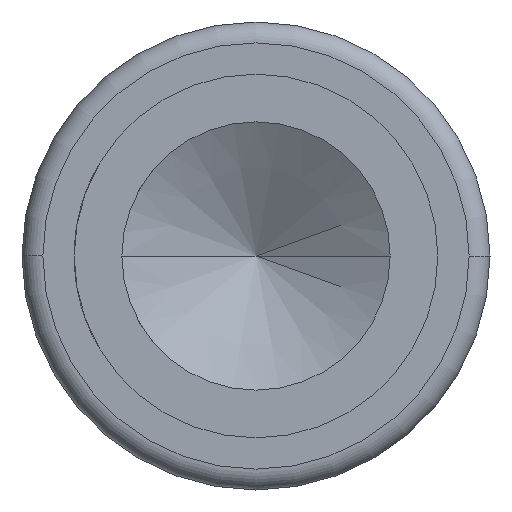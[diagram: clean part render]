
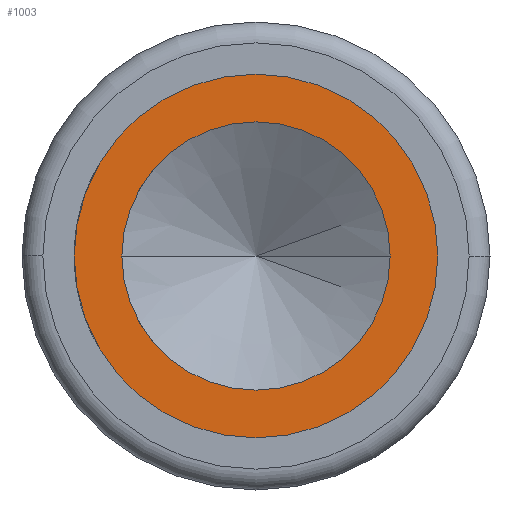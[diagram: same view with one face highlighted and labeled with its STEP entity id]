
A CAD part, front view. The second image highlights one B-rep face of the part: STEP entity #1003.
In plain terms, the highlighted planar face has unit normal (0, -1, 0).
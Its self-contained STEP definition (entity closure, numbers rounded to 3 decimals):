
#321=CARTESIAN_POINT('',(0.,-6.02,0.));
#322=DIRECTION('',(0.,-1.,0.));
#323=DIRECTION('',(-1.,0.,0.));
#324=AXIS2_PLACEMENT_3D('',#321,#322,#323);
#326=CARTESIAN_POINT('',(0.,-6.02,0.));
#327=DIRECTION('',(0.,1.,0.));
#328=DIRECTION('',(-1.,0.,0.));
#329=AXIS2_PLACEMENT_3D('',#326,#327,#328);
#347=CARTESIAN_POINT('',(0.,-6.02,0.));
#348=DIRECTION('',(0.,1.,0.));
#349=DIRECTION('',(-1.,0.,0.));
#350=AXIS2_PLACEMENT_3D('',#347,#348,#349);
#384=CARTESIAN_POINT('',(0.,-6.02,0.));
#385=DIRECTION('',(0.,-1.,0.));
#386=DIRECTION('',(-1.,0.,0.));
#387=AXIS2_PLACEMENT_3D('',#384,#385,#386);
#463=CARTESIAN_POINT('',(-0.61,-6.02,0.));
#464=CARTESIAN_POINT('',(0.61,-6.02,0.));
#465=VERTEX_POINT('',#463);
#466=VERTEX_POINT('',#464);
#525=CARTESIAN_POINT('',(0.45,-6.02,0.));
#527=VERTEX_POINT('',#525);
#529=CARTESIAN_POINT('',(-0.45,-6.02,0.));
#530=VERTEX_POINT('',#529);
#988=CARTESIAN_POINT('',(0.,-6.02,0.));
#989=DIRECTION('',(0.,1.,0.));
#990=DIRECTION('',(1.,0.,0.));
#991=AXIS2_PLACEMENT_3D('',#988,#989,#990);
#992=PLANE('',#991);
#993=ORIENTED_EDGE('',*,*,#965,.F.);
#994=ORIENTED_EDGE('',*,*,#979,.T.);
#995=EDGE_LOOP('',(#993,#994));
#996=FACE_OUTER_BOUND('',#995,.F.);
#998=ORIENTED_EDGE('',*,*,#997,.F.);
#1000=ORIENTED_EDGE('',*,*,#999,.T.);
#1001=EDGE_LOOP('',(#998,#1000));
#1002=FACE_BOUND('',#1001,.F.);
#1003=ADVANCED_FACE('',(#996,#1002),#992,.F.);
#325=CIRCLE('',#324,0.61);
#330=CIRCLE('',#329,0.61);
#351=CIRCLE('',#350,0.45);
#388=CIRCLE('',#387,0.45);
#965=EDGE_CURVE('',#465,#466,#325,.T.);
#979=EDGE_CURVE('',#465,#466,#330,.T.);
#997=EDGE_CURVE('',#530,#527,#351,.T.);
#999=EDGE_CURVE('',#530,#527,#388,.T.);
